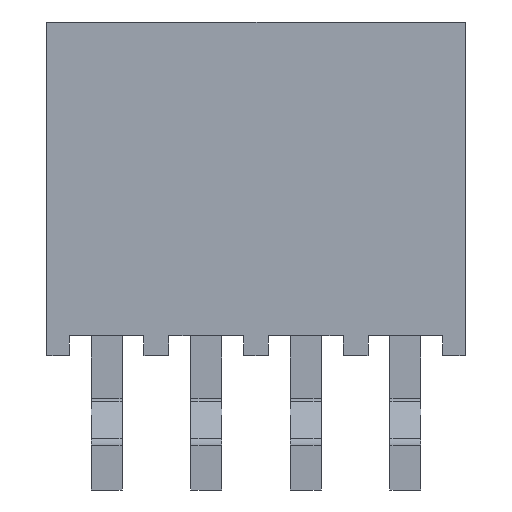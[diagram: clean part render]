
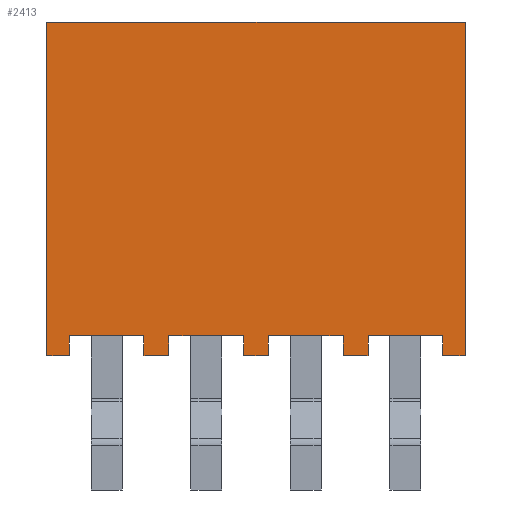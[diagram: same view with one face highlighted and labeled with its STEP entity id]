
A CAD part, front view. The second image highlights one B-rep face of the part: STEP entity #2413.
In plain terms, the highlighted face is planar.
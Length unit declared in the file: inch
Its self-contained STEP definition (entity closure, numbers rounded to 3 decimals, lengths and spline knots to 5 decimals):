
#99=ORIENTED_EDGE('',*,*,#807,.F.);
#100=ORIENTED_EDGE('',*,*,#808,.T.);
#101=ORIENTED_EDGE('',*,*,#809,.F.);
#102=ORIENTED_EDGE('',*,*,#810,.F.);
#103=ORIENTED_EDGE('',*,*,#811,.T.);
#104=ORIENTED_EDGE('',*,*,#812,.T.);
#105=ORIENTED_EDGE('',*,*,#813,.F.);
#106=ORIENTED_EDGE('',*,*,#814,.F.);
#107=ORIENTED_EDGE('',*,*,#815,.F.);
#108=ORIENTED_EDGE('',*,*,#816,.T.);
#109=ORIENTED_EDGE('',*,*,#817,.F.);
#110=ORIENTED_EDGE('',*,*,#818,.F.);
#111=ORIENTED_EDGE('',*,*,#819,.F.);
#112=ORIENTED_EDGE('',*,*,#820,.T.);
#113=ORIENTED_EDGE('',*,*,#821,.F.);
#114=ORIENTED_EDGE('',*,*,#822,.F.);
#115=ORIENTED_EDGE('',*,*,#823,.F.);
#116=ORIENTED_EDGE('',*,*,#824,.T.);
#117=ORIENTED_EDGE('',*,*,#825,.F.);
#118=ORIENTED_EDGE('',*,*,#826,.F.);
#807=EDGE_CURVE('',#1161,#1162,#1397,.T.);
#808=EDGE_CURVE('',#1161,#1163,#1398,.T.);
#809=EDGE_CURVE('',#1164,#1163,#1399,.T.);
#810=EDGE_CURVE('',#1165,#1164,#1400,.T.);
#811=EDGE_CURVE('',#1165,#1166,#1401,.T.);
#812=EDGE_CURVE('',#1166,#1167,#1402,.T.);
#813=EDGE_CURVE('',#1168,#1167,#1403,.T.);
#814=EDGE_CURVE('',#1169,#1168,#1404,.T.);
#815=EDGE_CURVE('',#1170,#1169,#1405,.T.);
#816=EDGE_CURVE('',#1170,#1171,#1406,.T.);
#817=EDGE_CURVE('',#1172,#1171,#1407,.T.);
#818=EDGE_CURVE('',#1173,#1172,#1408,.T.);
#819=EDGE_CURVE('',#1174,#1173,#1409,.T.);
#820=EDGE_CURVE('',#1174,#1175,#1410,.T.);
#821=EDGE_CURVE('',#1176,#1175,#1411,.T.);
#822=EDGE_CURVE('',#1177,#1176,#1412,.T.);
#823=EDGE_CURVE('',#1178,#1177,#1413,.T.);
#824=EDGE_CURVE('',#1178,#1179,#1414,.T.);
#825=EDGE_CURVE('',#1180,#1179,#1415,.T.);
#826=EDGE_CURVE('',#1162,#1180,#1416,.T.);
#1161=VERTEX_POINT('',#3416);
#1162=VERTEX_POINT('',#3417);
#1163=VERTEX_POINT('',#3419);
#1164=VERTEX_POINT('',#3421);
#1165=VERTEX_POINT('',#3423);
#1166=VERTEX_POINT('',#3425);
#1167=VERTEX_POINT('',#3427);
#1168=VERTEX_POINT('',#3429);
#1169=VERTEX_POINT('',#3431);
#1170=VERTEX_POINT('',#3433);
#1171=VERTEX_POINT('',#3435);
#1172=VERTEX_POINT('',#3437);
#1173=VERTEX_POINT('',#3439);
#1174=VERTEX_POINT('',#3441);
#1175=VERTEX_POINT('',#3443);
#1176=VERTEX_POINT('',#3445);
#1177=VERTEX_POINT('',#3447);
#1178=VERTEX_POINT('',#3449);
#1179=VERTEX_POINT('',#3451);
#1180=VERTEX_POINT('',#3453);
#1397=LINE('',#3415,#1719);
#1398=LINE('',#3418,#1720);
#1399=LINE('',#3420,#1721);
#1400=LINE('',#3422,#1722);
#1401=LINE('',#3424,#1723);
#1402=LINE('',#3426,#1724);
#1403=LINE('',#3428,#1725);
#1404=LINE('',#3430,#1726);
#1405=LINE('',#3432,#1727);
#1406=LINE('',#3434,#1728);
#1407=LINE('',#3436,#1729);
#1408=LINE('',#3438,#1730);
#1409=LINE('',#3440,#1731);
#1410=LINE('',#3442,#1732);
#1411=LINE('',#3444,#1733);
#1412=LINE('',#3446,#1734);
#1413=LINE('',#3448,#1735);
#1414=LINE('',#3450,#1736);
#1415=LINE('',#3452,#1737);
#1416=LINE('',#3454,#1738);
#1719=VECTOR('',#2752,39.37008);
#1720=VECTOR('',#2753,39.37008);
#1721=VECTOR('',#2754,39.37008);
#1722=VECTOR('',#2755,39.37008);
#1723=VECTOR('',#2756,39.37008);
#1724=VECTOR('',#2757,39.37008);
#1725=VECTOR('',#2758,39.37008);
#1726=VECTOR('',#2759,39.37008);
#1727=VECTOR('',#2760,39.37008);
#1728=VECTOR('',#2761,39.37008);
#1729=VECTOR('',#2762,39.37008);
#1730=VECTOR('',#2763,39.37008);
#1731=VECTOR('',#2764,39.37008);
#1732=VECTOR('',#2765,39.37008);
#1733=VECTOR('',#2766,39.37008);
#1734=VECTOR('',#2767,39.37008);
#1735=VECTOR('',#2768,39.37008);
#1736=VECTOR('',#2769,39.37008);
#1737=VECTOR('',#2770,39.37008);
#1738=VECTOR('',#2771,39.37008);
#2022=EDGE_LOOP('',(#99,#100,#101,#102,#103,#104,#105,#106,#107,#108,#109,
#110,#111,#112,#113,#114,#115,#116,#117,#118));
#2162=FACE_BOUND('',#2022,.T.);
#2302=PLANE('',#2566);
#2413=ADVANCED_FACE('',(#2162),#2302,.F.);
#2566=AXIS2_PLACEMENT_3D('',#3414,#2750,#2751);
#2750=DIRECTION('',(0.,0.,-1.));
#2751=DIRECTION('',(-1.,0.,0.));
#2752=DIRECTION('',(0.,1.,0.));
#2753=DIRECTION('',(1.,0.,0.));
#2754=DIRECTION('',(0.,-1.,0.));
#2755=DIRECTION('',(1.,0.,0.));
#2756=DIRECTION('',(0.,-1.,0.));
#2757=DIRECTION('',(1.,0.,0.));
#2758=DIRECTION('',(0.,-1.,0.));
#2759=DIRECTION('',(-1.,0.,0.));
#2760=DIRECTION('',(0.,1.,0.));
#2761=DIRECTION('',(1.,0.,0.));
#2762=DIRECTION('',(0.,-1.,0.));
#2763=DIRECTION('',(-1.,0.,0.));
#2764=DIRECTION('',(0.,1.,0.));
#2765=DIRECTION('',(1.,0.,0.));
#2766=DIRECTION('',(0.,-1.,0.));
#2767=DIRECTION('',(-1.,0.,0.));
#2768=DIRECTION('',(0.,1.,0.));
#2769=DIRECTION('',(1.,0.,0.));
#2770=DIRECTION('',(0.,-1.,0.));
#2771=DIRECTION('',(-1.,0.,0.));
#3414=CARTESIAN_POINT('',(-0.21,0.335,0.0475));
#3415=CARTESIAN_POINT('',(0.1875,0.,0.0475));
#3416=CARTESIAN_POINT('',(0.1875,0.,0.0475));
#3417=CARTESIAN_POINT('',(0.1875,0.02,0.0475));
#3418=CARTESIAN_POINT('',(-0.21,0.,0.0475));
#3419=CARTESIAN_POINT('',(0.21,0.,0.0475));
#3420=CARTESIAN_POINT('',(0.21,0.335,0.0475));
#3421=CARTESIAN_POINT('',(0.21,0.335,0.0475));
#3422=CARTESIAN_POINT('',(-0.21,0.335,0.0475));
#3423=CARTESIAN_POINT('',(-0.21,0.335,0.0475));
#3424=CARTESIAN_POINT('',(-0.21,0.335,0.0475));
#3425=CARTESIAN_POINT('',(-0.21,0.,0.0475));
#3426=CARTESIAN_POINT('',(-0.21,0.,0.0475));
#3427=CARTESIAN_POINT('',(-0.1875,0.,0.0475));
#3428=CARTESIAN_POINT('',(-0.1875,0.02,0.0475));
#3429=CARTESIAN_POINT('',(-0.1875,0.02,0.0475));
#3430=CARTESIAN_POINT('',(-0.1125,0.02,0.0475));
#3431=CARTESIAN_POINT('',(-0.1125,0.02,0.0475));
#3432=CARTESIAN_POINT('',(-0.1125,0.,0.0475));
#3433=CARTESIAN_POINT('',(-0.1125,0.,0.0475));
#3434=CARTESIAN_POINT('',(-0.21,0.,0.0475));
#3435=CARTESIAN_POINT('',(-0.0875,0.,0.0475));
#3436=CARTESIAN_POINT('',(-0.0875,0.02,0.0475));
#3437=CARTESIAN_POINT('',(-0.0875,0.02,0.0475));
#3438=CARTESIAN_POINT('',(-0.0125,0.02,0.0475));
#3439=CARTESIAN_POINT('',(-0.0125,0.02,0.0475));
#3440=CARTESIAN_POINT('',(-0.0125,0.,0.0475));
#3441=CARTESIAN_POINT('',(-0.0125,0.,0.0475));
#3442=CARTESIAN_POINT('',(-0.21,0.,0.0475));
#3443=CARTESIAN_POINT('',(0.0125,0.,0.0475));
#3444=CARTESIAN_POINT('',(0.0125,0.02,0.0475));
#3445=CARTESIAN_POINT('',(0.0125,0.02,0.0475));
#3446=CARTESIAN_POINT('',(0.0875,0.02,0.0475));
#3447=CARTESIAN_POINT('',(0.0875,0.02,0.0475));
#3448=CARTESIAN_POINT('',(0.0875,0.,0.0475));
#3449=CARTESIAN_POINT('',(0.0875,0.,0.0475));
#3450=CARTESIAN_POINT('',(-0.21,0.,0.0475));
#3451=CARTESIAN_POINT('',(0.1125,0.,0.0475));
#3452=CARTESIAN_POINT('',(0.1125,0.02,0.0475));
#3453=CARTESIAN_POINT('',(0.1125,0.02,0.0475));
#3454=CARTESIAN_POINT('',(0.1875,0.02,0.0475));
